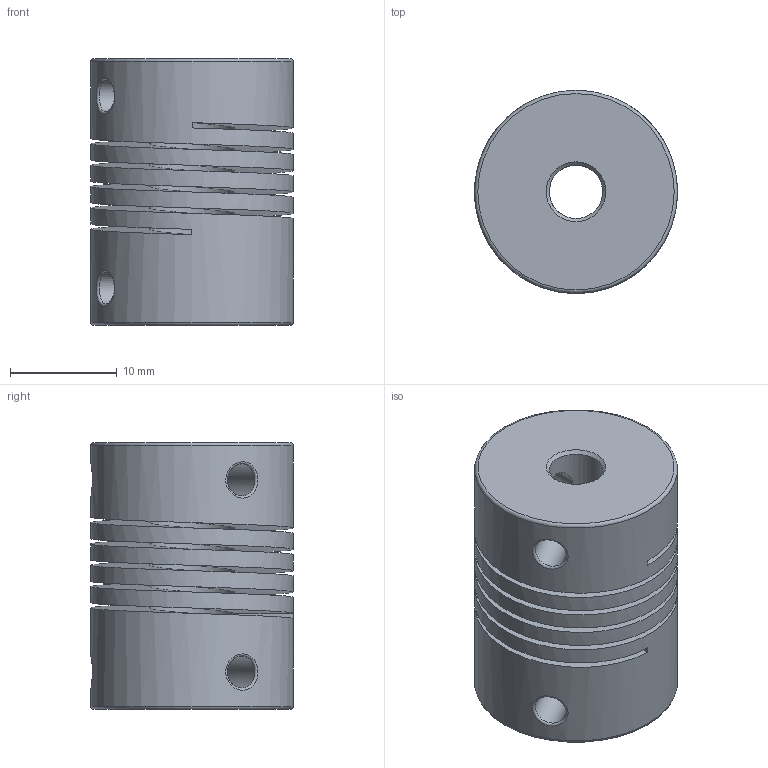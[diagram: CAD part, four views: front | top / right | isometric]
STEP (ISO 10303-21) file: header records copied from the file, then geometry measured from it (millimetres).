
FILE_DESCRIPTION(/* description */ (''),/* implementation_level */ '2;1');
FILE_NAME(/* name */ '5mm to 8mm flexible shaft coupler.stp',/* time_stamp */ '2016-05-10T13:07:36+06:00',/* author */ ('sysadmin'),/* organization */ (''),/* preprocessor_version */ 'ST-DEVELOPER v16.5',/* originating_system */ 'Autodesk Inventor 2017',/* authorisation */ '');
FILE_SCHEMA (('AUTOMOTIVE_DESIGN { 1 0 10303 214 3 1 1 }'));
Length unit declared in the file: millimetre
Products named in the file (1): 5mm to 8mm flexible shaft coupler
Bounding box: 19 x 19 x 25 mm (x, y, z)
Volume: 5249 mm3; surface area: 4877.4 mm2
Topology: 1 solids, 1 shells, 31 faces, 81 edges, 51 vertices
Faces by surface type: cylinder 16, bspline 6, plane 5, cone 2, torus 2
Full cylindrical faces by diameter (mm): 3 x4, 5 x1, 8 x6, 19 x5
Entity records: 2197 total; most frequent: CARTESIAN_POINT 1736, ORIENTED_EDGE 76, DIRECTION 70, EDGE_LOOP 45, EDGE_CURVE 38, AXIS2_PLACEMENT_3D 31, VERTEX_POINT 29, FACE_BOUND 23
